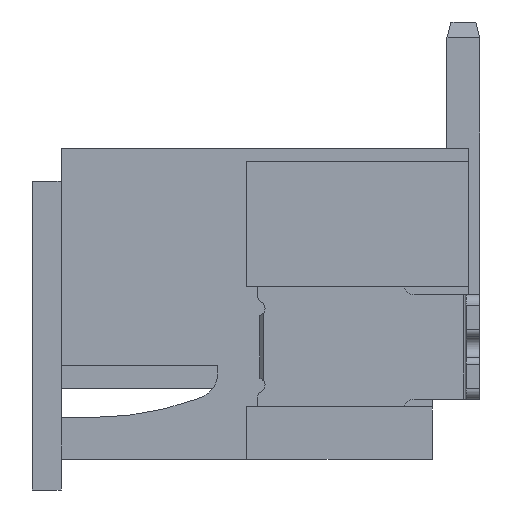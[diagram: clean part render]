
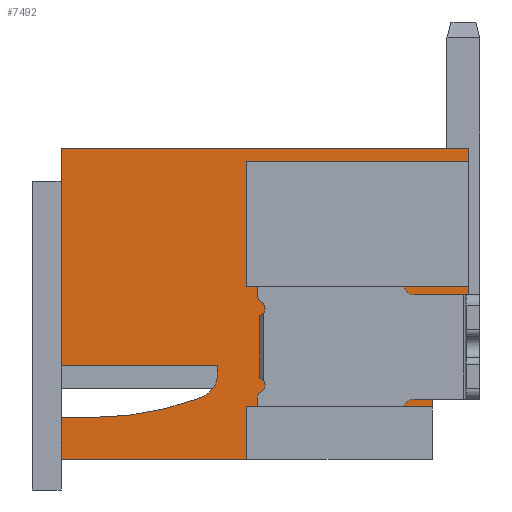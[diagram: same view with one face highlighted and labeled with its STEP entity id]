
A CAD part, left-side view. The second image highlights one B-rep face of the part: STEP entity #7492.
In plain terms, the highlighted planar face has unit normal (-1, 0, 0).
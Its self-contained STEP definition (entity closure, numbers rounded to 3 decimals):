
#1=DIRECTION('',(0.,0.841,-0.541));
#2=VECTOR('',#1,0.832);
#3=CARTESIAN_POINT('',(-18.75,-7.8,2.1));
#4=LINE('',#3,#2);
#5=DIRECTION('',(0.,0.707,-0.707));
#6=VECTOR('',#5,0.212);
#7=CARTESIAN_POINT('',(-18.75,-3.7,0.45));
#8=LINE('',#7,#6);
#9=CARTESIAN_POINT('',(-18.75,-0.6,6.622));
#10=DIRECTION('',(-1.,0.,0.));
#11=DIRECTION('',(0.,0.,-1.));
#12=AXIS2_PLACEMENT_3D('',#9,#10,#11);
#14=DIRECTION('',(0.,-0.94,0.342));
#15=VECTOR('',#14,0.085);
#16=CARTESIAN_POINT('',(-18.75,-2.591,1.151));
#17=LINE('',#16,#15);
#18=CARTESIAN_POINT('',(-18.75,-2.5,1.65));
#19=DIRECTION('',(-1.,0.,0.));
#20=DIRECTION('',(0.,-0.342,-0.94));
#21=AXIS2_PLACEMENT_3D('',#18,#19,#20);
#23=DIRECTION('',(0.,-0.707,-0.707));
#24=VECTOR('',#23,0.212);
#25=CARTESIAN_POINT('',(-18.75,-3.55,4.));
#26=LINE('',#25,#24);
#31=DIRECTION('',(0.,0.,1.));
#32=VECTOR('',#31,1.2);
#33=CARTESIAN_POINT('',(-18.75,-7.8,2.1));
#34=LINE('',#33,#32);
#35=DIRECTION('',(0.,0.,1.));
#36=VECTOR('',#35,0.25);
#37=CARTESIAN_POINT('',(-18.75,-7.8,5.7));
#38=LINE('',#37,#36);
#55=DIRECTION('',(0.,1.,0.));
#56=VECTOR('',#55,1.25);
#57=CARTESIAN_POINT('',(-18.75,-7.8,3.3));
#58=LINE('',#57,#56);
#227=DIRECTION('',(0.,0.,1.));
#228=VECTOR('',#227,0.55);
#229=CARTESIAN_POINT('',(-18.75,-6.55,3.3));
#230=LINE('',#229,#228);
#251=DIRECTION('',(0.,1.,0.));
#252=VECTOR('',#251,2.85);
#253=CARTESIAN_POINT('',(-18.75,-6.55,3.85));
#254=LINE('',#253,#252);
#283=DIRECTION('',(0.,0.,1.));
#284=VECTOR('',#283,1.7);
#285=CARTESIAN_POINT('',(-18.75,-3.55,4.));
#286=LINE('',#285,#284);
#315=DIRECTION('',(0.,-1.,0.));
#316=VECTOR('',#315,4.25);
#317=CARTESIAN_POINT('',(-18.75,-3.55,5.7));
#318=LINE('',#317,#316);
#373=DIRECTION('',(0.,-1.,0.));
#374=VECTOR('',#373,2.85);
#375=CARTESIAN_POINT('',(-18.75,-3.7,0.45));
#376=LINE('',#375,#374);
#417=DIRECTION('',(0.,-1.,0.));
#418=VECTOR('',#417,0.55);
#419=CARTESIAN_POINT('',(-18.75,-6.55,1.));
#420=LINE('',#419,#418);
#647=DIRECTION('',(0.,0.,1.));
#648=VECTOR('',#647,0.55);
#649=CARTESIAN_POINT('',(-18.75,-6.55,0.45));
#650=LINE('',#649,#648);
#695=DIRECTION('',(0.,0.,1.));
#696=VECTOR('',#695,0.65);
#697=CARTESIAN_POINT('',(-18.75,-7.1,1.));
#698=LINE('',#697,#696);
#1042=DIRECTION('',(0.,1.,0.));
#1043=VECTOR('',#1042,0.6);
#1044=CARTESIAN_POINT('',(-18.75,-0.6,0.8));
#1045=LINE('',#1044,#1043);
#2117=DIRECTION('',(0.,0.,-1.));
#2118=VECTOR('',#2117,4.15);
#2119=CARTESIAN_POINT('',(-18.75,0.,5.95));
#2120=LINE('',#2119,#2118);
#2212=DIRECTION('',(0.,-1.,0.));
#2213=VECTOR('',#2212,3.55);
#2214=CARTESIAN_POINT('',(-18.75,0.,0.));
#2215=LINE('',#2214,#2213);
#2315=DIRECTION('',(0.,0.,-1.));
#2316=VECTOR('',#2315,0.8);
#2317=CARTESIAN_POINT('',(-18.75,0.,0.8));
#2318=LINE('',#2317,#2316);
#2327=DIRECTION('',(0.,0.,1.));
#2328=VECTOR('',#2327,0.3);
#2329=CARTESIAN_POINT('',(-18.75,-3.55,0.));
#2330=LINE('',#2329,#2328);
#3639=DIRECTION('',(0.,1.,0.));
#3640=VECTOR('',#3639,7.8);
#3641=CARTESIAN_POINT('',(-18.75,-7.8,5.95));
#3642=LINE('',#3641,#3640);
#4649=DIRECTION('',(0.,-1.,0.));
#4650=VECTOR('',#4649,3.);
#4651=CARTESIAN_POINT('',(-18.75,0.,1.8));
#4652=LINE('',#4651,#4650);
#4687=DIRECTION('',(0.,0.,-1.));
#4688=VECTOR('',#4687,0.15);
#4689=CARTESIAN_POINT('',(-18.75,-3.,1.8));
#4690=LINE('',#4689,#4688);
#5685=CARTESIAN_POINT('',(-18.75,-7.8,2.1));
#5686=CARTESIAN_POINT('',(-18.75,-7.1,1.65));
#5687=VERTEX_POINT('',#5685);
#5688=VERTEX_POINT('',#5686);
#5689=CARTESIAN_POINT('',(-18.75,-7.1,1.));
#5690=VERTEX_POINT('',#5689);
#5691=CARTESIAN_POINT('',(-18.75,-6.55,1.));
#5692=VERTEX_POINT('',#5691);
#5693=CARTESIAN_POINT('',(-18.75,-3.7,0.45));
#5694=CARTESIAN_POINT('',(-18.75,-6.55,0.45));
#5695=VERTEX_POINT('',#5693);
#5696=VERTEX_POINT('',#5694);
#5697=CARTESIAN_POINT('',(-18.75,-3.55,0.));
#5698=CARTESIAN_POINT('',(-18.75,-3.55,0.3));
#5699=VERTEX_POINT('',#5697);
#5700=VERTEX_POINT('',#5698);
#5701=CARTESIAN_POINT('',(-18.75,0.,0.));
#5702=VERTEX_POINT('',#5701);
#5703=CARTESIAN_POINT('',(-18.75,0.,0.8));
#5704=VERTEX_POINT('',#5703);
#5705=CARTESIAN_POINT('',(-18.75,-0.6,0.8));
#5706=VERTEX_POINT('',#5705);
#5707=CARTESIAN_POINT('',(-18.75,-2.591,1.151));
#5708=VERTEX_POINT('',#5707);
#5709=CARTESIAN_POINT('',(-18.75,-2.671,1.18));
#5710=VERTEX_POINT('',#5709);
#5711=CARTESIAN_POINT('',(-18.75,-3.,1.65));
#5712=VERTEX_POINT('',#5711);
#5713=CARTESIAN_POINT('',(-18.75,-3.,1.8));
#5714=VERTEX_POINT('',#5713);
#5715=CARTESIAN_POINT('',(-18.75,0.,1.8));
#5716=VERTEX_POINT('',#5715);
#5717=CARTESIAN_POINT('',(-18.75,0.,5.95));
#5718=VERTEX_POINT('',#5717);
#5719=CARTESIAN_POINT('',(-18.75,-7.8,5.95));
#5720=VERTEX_POINT('',#5719);
#5721=CARTESIAN_POINT('',(-18.75,-3.55,5.7));
#5722=CARTESIAN_POINT('',(-18.75,-7.8,5.7));
#5723=VERTEX_POINT('',#5721);
#5724=VERTEX_POINT('',#5722);
#5725=CARTESIAN_POINT('',(-18.75,-3.55,4.));
#5726=VERTEX_POINT('',#5725);
#5727=CARTESIAN_POINT('',(-18.75,-7.8,3.3));
#5728=VERTEX_POINT('',#5727);
#6473=CARTESIAN_POINT('',(-18.75,-6.55,3.3));
#6474=VERTEX_POINT('',#6473);
#6489=CARTESIAN_POINT('',(-18.75,-6.55,3.85));
#6490=VERTEX_POINT('',#6489);
#6495=CARTESIAN_POINT('',(-18.75,-3.7,3.85));
#6496=VERTEX_POINT('',#6495);
#7435=CARTESIAN_POINT('',(-18.75,-3.9,2.975));
#7436=DIRECTION('',(1.,0.,0.));
#7437=DIRECTION('',(0.,0.,1.));
#7438=AXIS2_PLACEMENT_3D('',#7435,#7436,#7437);
#7439=PLANE('',#7438);
#7441=ORIENTED_EDGE('',*,*,#7440,.T.);
#7443=ORIENTED_EDGE('',*,*,#7442,.F.);
#7445=ORIENTED_EDGE('',*,*,#7444,.F.);
#7447=ORIENTED_EDGE('',*,*,#7446,.F.);
#7449=ORIENTED_EDGE('',*,*,#7448,.F.);
#7451=ORIENTED_EDGE('',*,*,#7450,.T.);
#7453=ORIENTED_EDGE('',*,*,#7452,.F.);
#7455=ORIENTED_EDGE('',*,*,#7454,.F.);
#7457=ORIENTED_EDGE('',*,*,#7456,.F.);
#7459=ORIENTED_EDGE('',*,*,#7458,.F.);
#7461=ORIENTED_EDGE('',*,*,#7460,.T.);
#7463=ORIENTED_EDGE('',*,*,#7462,.T.);
#7465=ORIENTED_EDGE('',*,*,#7464,.T.);
#7467=ORIENTED_EDGE('',*,*,#7466,.F.);
#7469=ORIENTED_EDGE('',*,*,#7468,.F.);
#7471=ORIENTED_EDGE('',*,*,#7470,.F.);
#7473=ORIENTED_EDGE('',*,*,#7472,.F.);
#7475=ORIENTED_EDGE('',*,*,#7474,.F.);
#7477=ORIENTED_EDGE('',*,*,#7476,.F.);
#7479=ORIENTED_EDGE('',*,*,#7478,.F.);
#7481=ORIENTED_EDGE('',*,*,#7480,.T.);
#7483=ORIENTED_EDGE('',*,*,#7482,.F.);
#7485=ORIENTED_EDGE('',*,*,#7484,.F.);
#7487=ORIENTED_EDGE('',*,*,#7486,.F.);
#7489=ORIENTED_EDGE('',*,*,#7488,.F.);
#7490=EDGE_LOOP('',(#7441,#7443,#7445,#7447,#7449,#7451,#7453,#7455,#7457,#7459,
#7461,#7463,#7465,#7467,#7469,#7471,#7473,#7475,#7477,#7479,#7481,#7483,#7485,
#7487,#7489));
#7491=FACE_OUTER_BOUND('',#7490,.F.);
#13=CIRCLE('',#12,5.822);
#22=CIRCLE('',#21,0.5);
#7440=EDGE_CURVE('',#5687,#5688,#4,.T.);
#7442=EDGE_CURVE('',#5690,#5688,#698,.T.);
#7444=EDGE_CURVE('',#5692,#5690,#420,.T.);
#7446=EDGE_CURVE('',#5696,#5692,#650,.T.);
#7448=EDGE_CURVE('',#5695,#5696,#376,.T.);
#7450=EDGE_CURVE('',#5695,#5700,#8,.T.);
#7452=EDGE_CURVE('',#5699,#5700,#2330,.T.);
#7454=EDGE_CURVE('',#5702,#5699,#2215,.T.);
#7456=EDGE_CURVE('',#5704,#5702,#2318,.T.);
#7458=EDGE_CURVE('',#5706,#5704,#1045,.T.);
#7460=EDGE_CURVE('',#5706,#5708,#13,.T.);
#7462=EDGE_CURVE('',#5708,#5710,#17,.T.);
#7464=EDGE_CURVE('',#5710,#5712,#22,.T.);
#7466=EDGE_CURVE('',#5714,#5712,#4690,.T.);
#7468=EDGE_CURVE('',#5716,#5714,#4652,.T.);
#7470=EDGE_CURVE('',#5718,#5716,#2120,.T.);
#7472=EDGE_CURVE('',#5720,#5718,#3642,.T.);
#7474=EDGE_CURVE('',#5724,#5720,#38,.T.);
#7476=EDGE_CURVE('',#5723,#5724,#318,.T.);
#7478=EDGE_CURVE('',#5726,#5723,#286,.T.);
#7480=EDGE_CURVE('',#5726,#6496,#26,.T.);
#7482=EDGE_CURVE('',#6490,#6496,#254,.T.);
#7484=EDGE_CURVE('',#6474,#6490,#230,.T.);
#7486=EDGE_CURVE('',#5728,#6474,#58,.T.);
#7488=EDGE_CURVE('',#5687,#5728,#34,.T.);
#7492=ADVANCED_FACE('',(#7491),#7439,.F.);
